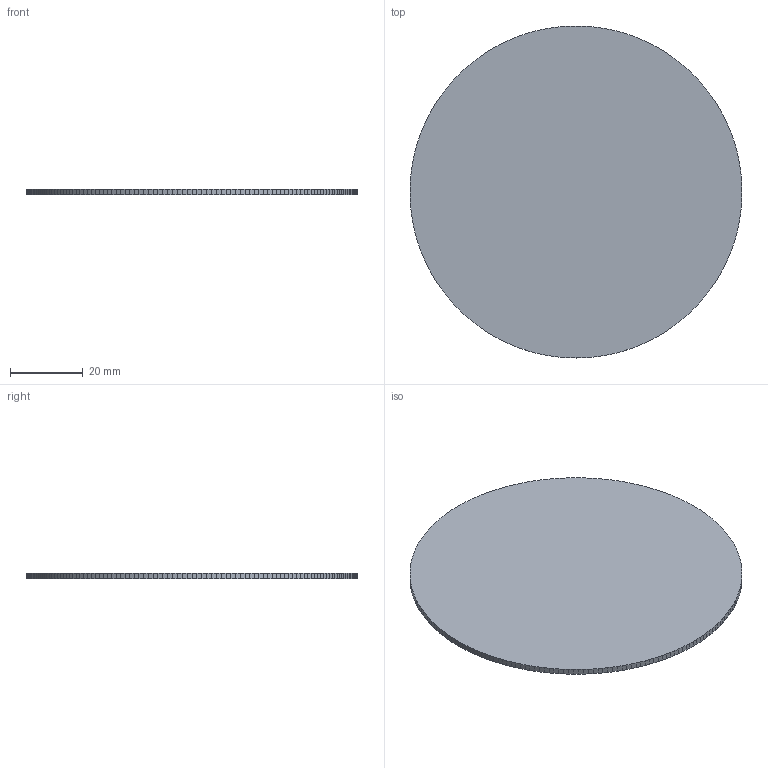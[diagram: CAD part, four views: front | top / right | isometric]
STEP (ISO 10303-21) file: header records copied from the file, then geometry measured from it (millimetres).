
FILE_DESCRIPTION(('KiCad electronic assembly'),'2;1');
FILE_NAME('roses.kicad_pcb.step','2023-03-31T12:01:47',('Pcbnew'),( 'Kicad'),'Open CASCADE STEP processor 7.5','KiCad to STEP converter' ,'Unknown');
FILE_SCHEMA(('AUTOMOTIVE_DESIGN { 1 0 10303 214 1 1 1 1 }'));
Length unit declared in the file: millimetre
Products named in the file (2): roses.kicad_pcb 1; PCB
Assembly tree (1 placements, depth 2):
  roses.kicad_pcb 1
    PCB
Bounding box: 91.08 x 91.08 x 1.6 mm (x, y, z)
Volume: 10423.4 mm3; surface area: 13487.1 mm2
Topology: 1 solids, 1 shells, 214 faces, 636 edges, 424 vertices
Faces by surface type: plane 214
Entity records: 15335 total; most frequent: CARTESIAN_POINT 2548, DIRECTION 2340, LINE 1908, VECTOR 1908, ORIENTED_EDGE 1272, PCURVE 1272, DEFINITIONAL_REPRESENTATION 1272, EDGE_CURVE 636
